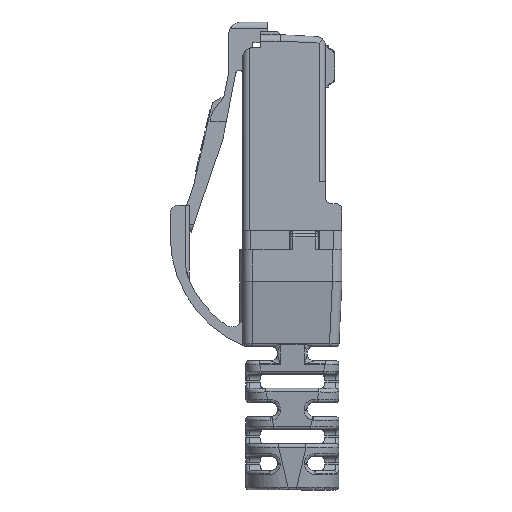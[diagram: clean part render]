
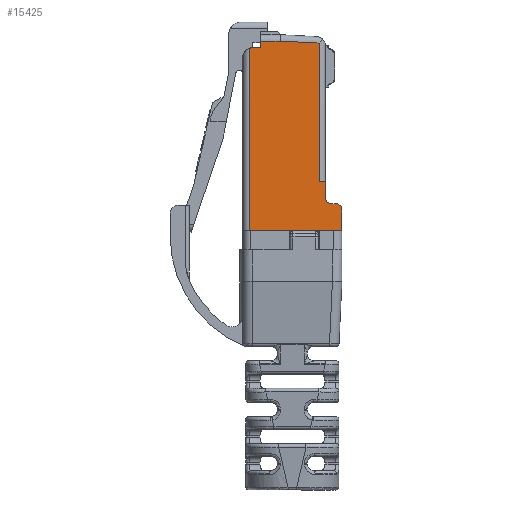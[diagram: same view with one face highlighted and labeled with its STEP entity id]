
A CAD part, left-side view. The second image highlights one B-rep face of the part: STEP entity #15425.
In plain terms, the highlighted planar face has unit normal (-1, 0, 0).
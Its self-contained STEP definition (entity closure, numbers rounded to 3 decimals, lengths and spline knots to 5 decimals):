
#458 = VERTEX_POINT ( 'NONE', #42827 ) ;
#477 = VERTEX_POINT ( 'NONE', #42864 ) ;
#1298 = EDGE_CURVE ( 'NONE', #50659, #35528, #42028, .T. ) ;
#1300 = EDGE_CURVE ( 'NONE', #35528, #19734, #42031, .T. ) ;
#1301 = EDGE_CURVE ( 'NONE', #19734, #35523, #42033, .T. ) ;
#1303 = EDGE_CURVE ( 'NONE', #35530, #20001, #42036, .T. ) ;
#1306 = EDGE_CURVE ( 'NONE', #20001, #19724, #42038, .T. ) ;
#1308 = EDGE_CURVE ( 'NONE', #19724, #50666, #42040, .T. ) ;
#1421 = EDGE_CURVE ( 'NONE', #35523, #19937, #42221, .T. ) ;
#1430 = EDGE_CURVE ( 'NONE', #458, #35530, #42241, .T. ) ;
#1431 = EDGE_CURVE ( 'NONE', #32747, #458, #42254, .T. ) ;
#1432 = EDGE_CURVE ( 'NONE', #477, #32747, #42264, .T. ) ;
#1433 = EDGE_CURVE ( 'NONE', #31850, #477, #42269, .T. ) ;
#1434 = EDGE_CURVE ( 'NONE', #20278, #31850, #42274, .T. ) ;
#1435 = EDGE_CURVE ( 'NONE', #20278, #19937, #42260, .T. ) ;
#9743 = CARTESIAN_POINT ( 'NONE',  ( -0.23, -0.26, -0.512 ) ) ;
#9751 = CARTESIAN_POINT ( 'NONE',  ( -0.23, -0.26, -0.462 ) ) ;
#12439 = CARTESIAN_POINT ( 'NONE',  ( -0.23, -0.312, -0.02 ) ) ;
#12442 = DIRECTION ( 'NONE',  ( 0., 0., -1. ) ) ;
#12452 = CARTESIAN_POINT ( 'NONE',  ( -0.23, -0.056, -0.02 ) ) ;
#12453 = CARTESIAN_POINT ( 'NONE',  ( -0.23, -0.11837, -0.02 ) ) ;
#12460 = DIRECTION ( 'NONE',  ( 0., 0., 1. ) ) ;
#12462 = DIRECTION ( 'NONE',  ( 0., -1., 0. ) ) ;
#12463 = CARTESIAN_POINT ( 'NONE',  ( -0.23, -0.02, -0.02 ) ) ;
#12464 = DIRECTION ( 'NONE',  ( 0., 0., 1. ) ) ;
#12465 = CARTESIAN_POINT ( 'NONE',  ( -0.23, -0.02843, -0.04144 ) ) ;
#12466 = DIRECTION ( 'NONE',  ( 0., -0.999, 0.052 ) ) ;
#12468 = CARTESIAN_POINT ( 'NONE',  ( -0.23, -0.312, -0.617 ) ) ;
#12469 = CARTESIAN_POINT ( 'NONE',  ( -0.23, -0.03, -0.0714 ) ) ;
#12470 = DIRECTION ( 'NONE',  ( 1., 0., 0. ) ) ;
#12471 = DIRECTION ( 'NONE',  ( 0., 1., 0. ) ) ;
#12473 = DIRECTION ( 'NONE',  ( 0., -1., 0. ) ) ;
#15425 = ADVANCED_FACE ( 'NONE', ( #51140 ), #52392, .F. ) ;
#16414 = CARTESIAN_POINT ( 'NONE',  ( -0.23, -0.24, -0.462 ) ) ;
#16422 = CARTESIAN_POINT ( 'NONE',  ( -0.23, -0.292, -0.532 ) ) ;
#16435 = CARTESIAN_POINT ( 'NONE',  ( -0.23, -0.312, -0.617 ) ) ;
#16438 = CARTESIAN_POINT ( 'NONE',  ( -0.23, -0.24, -0.02642 ) ) ;
#16447 = CARTESIAN_POINT ( 'NONE',  ( -0.23, -0.02, -0.617 ) ) ;
#16766 = CARTESIAN_POINT ( 'NONE',  ( -0.23, -0.056, -0.04 ) ) ;
#16767 = CARTESIAN_POINT ( 'NONE',  ( -0.23, -0.02, -0.04312 ) ) ;
#16779 = CARTESIAN_POINT ( 'NONE',  ( -0.23, -0.312, -0.552 ) ) ;
#16780 = CARTESIAN_POINT ( 'NONE',  ( -0.23, -0.28, -0.532 ) ) ;
#16781 = CARTESIAN_POINT ( 'NONE',  ( -0.23, -0.11748, -0.02 ) ) ;
#19724 = VERTEX_POINT ( 'NONE', #16414 ) ;
#19734 = VERTEX_POINT ( 'NONE', #16422 ) ;
#19937 = VERTEX_POINT ( 'NONE', #16435 ) ;
#20001 = VERTEX_POINT ( 'NONE', #16438 ) ;
#20278 = VERTEX_POINT ( 'NONE', #16447 ) ;
#24711 = LINE ( 'NONE', #29969, #24716 ) ;
#24716 = VECTOR ( 'NONE', #29971, 39.37008 ) ;
#29969 = CARTESIAN_POINT ( 'NONE',  ( -0.23, -0.26, -0.567 ) ) ;
#29971 = DIRECTION ( 'NONE',  ( 0., 0., 1. ) ) ;
#31507 = CARTESIAN_POINT ( 'NONE',  ( -0.23, -0.28, -0.512 ) ) ;
#31508 = DIRECTION ( 'NONE',  ( -1., 0., 0. ) ) ;
#31509 = DIRECTION ( 'NONE',  ( 0., 0., 1. ) ) ;
#31510 = CARTESIAN_POINT ( 'NONE',  ( -0.23, -0.312, -0.532 ) ) ;
#31511 = DIRECTION ( 'NONE',  ( 0., -1., 0. ) ) ;
#31514 = CARTESIAN_POINT ( 'NONE',  ( -0.23, -0.292, -0.552 ) ) ;
#31515 = DIRECTION ( 'NONE',  ( 1., 0., 0. ) ) ;
#31516 = DIRECTION ( 'NONE',  ( 0., 1., 0. ) ) ;
#31517 = CARTESIAN_POINT ( 'NONE',  ( -0.23, -0.11748, -0.02 ) ) ;
#31519 = DIRECTION ( 'NONE',  ( 0., -0.999, -0.052 ) ) ;
#31520 = DIRECTION ( 'NONE',  ( 0., -1., 0. ) ) ;
#31526 = CARTESIAN_POINT ( 'NONE',  ( -0.23, -0.24, -0.02 ) ) ;
#31527 = DIRECTION ( 'NONE',  ( 0., 0., -1. ) ) ;
#31529 = CARTESIAN_POINT ( 'NONE',  ( -0.23, -0.312, -0.462 ) ) ;
#31850 = VERTEX_POINT ( 'NONE', #16767 ) ;
#32747 = VERTEX_POINT ( 'NONE', #16766 ) ;
#35523 = VERTEX_POINT ( 'NONE', #16779 ) ;
#35528 = VERTEX_POINT ( 'NONE', #16780 ) ;
#35530 = VERTEX_POINT ( 'NONE', #16781 ) ;
#38506 = AXIS2_PLACEMENT_3D ( 'NONE', #31507, #31508, #31509 ) ;
#38507 = AXIS2_PLACEMENT_3D ( 'NONE', #31514, #31515, #31516 ) ;
#38528 = AXIS2_PLACEMENT_3D ( 'NONE', #12469, #12470, #12471 ) ;
#42028 = CIRCLE ( 'NONE', #38506, 0.02 ) ;
#42030 = VECTOR ( 'NONE', #31527, 39.37008 ) ;
#42031 = LINE ( 'NONE', #31510, #42034 ) ;
#42033 = CIRCLE ( 'NONE', #38507, 0.02 ) ;
#42034 = VECTOR ( 'NONE', #31511, 39.37008 ) ;
#42036 = LINE ( 'NONE', #31517, #42039 ) ;
#42038 = LINE ( 'NONE', #31526, #42030 ) ;
#42039 = VECTOR ( 'NONE', #31519, 39.37008 ) ;
#42040 = LINE ( 'NONE', #31529, #42044 ) ;
#42044 = VECTOR ( 'NONE', #31520, 39.37008 ) ;
#42221 = LINE ( 'NONE', #12439, #42223 ) ;
#42223 = VECTOR ( 'NONE', #12442, 39.37008 ) ;
#42241 = LINE ( 'NONE', #12453, #42262 ) ;
#42254 = LINE ( 'NONE', #12452, #42267 ) ;
#42260 = LINE ( 'NONE', #12468, #42284 ) ;
#42262 = VECTOR ( 'NONE', #12462, 39.37008 ) ;
#42264 = LINE ( 'NONE', #12465, #42272 ) ;
#42267 = VECTOR ( 'NONE', #12464, 39.37008 ) ;
#42269 = CIRCLE ( 'NONE', #38528, 0.03 ) ;
#42272 = VECTOR ( 'NONE', #12466, 39.37008 ) ;
#42274 = LINE ( 'NONE', #12463, #42279 ) ;
#42279 = VECTOR ( 'NONE', #12460, 39.37008 ) ;
#42284 = VECTOR ( 'NONE', #12473, 39.37008 ) ;
#42827 = CARTESIAN_POINT ( 'NONE',  ( -0.23, -0.056, -0.02 ) ) ;
#42864 = CARTESIAN_POINT ( 'NONE',  ( -0.23, -0.02843, -0.04144 ) ) ;
#45070 = AXIS2_PLACEMENT_3D ( 'NONE', #52377, #52395, #52397 ) ;
#50659 = VERTEX_POINT ( 'NONE', #9743 ) ;
#50666 = VERTEX_POINT ( 'NONE', #9751 ) ;
#51140 = FACE_OUTER_BOUND ( 'NONE', #68105, .T. ) ;
#52377 = CARTESIAN_POINT ( 'NONE',  ( -0.23, -0.312, -0.02 ) ) ;
#52392 = PLANE ( 'NONE',  #45070 ) ;
#52395 = DIRECTION ( 'NONE',  ( 1., 0., 0. ) ) ;
#52397 = DIRECTION ( 'NONE',  ( 0., 0., -1. ) ) ;
#60987 = ORIENTED_EDGE ( 'NONE', *, *, #1306, .F. ) ;
#60988 = ORIENTED_EDGE ( 'NONE', *, *, #1303, .F. ) ;
#60990 = ORIENTED_EDGE ( 'NONE', *, *, #1430, .F. ) ;
#60992 = ORIENTED_EDGE ( 'NONE', *, *, #1431, .F. ) ;
#60994 = ORIENTED_EDGE ( 'NONE', *, *, #1432, .F. ) ;
#60996 = ORIENTED_EDGE ( 'NONE', *, *, #1433, .F. ) ;
#60998 = ORIENTED_EDGE ( 'NONE', *, *, #1434, .F. ) ;
#61000 = ORIENTED_EDGE ( 'NONE', *, *, #1435, .T. ) ;
#61002 = ORIENTED_EDGE ( 'NONE', *, *, #1421, .F. ) ;
#61003 = ORIENTED_EDGE ( 'NONE', *, *, #1301, .F. ) ;
#61005 = ORIENTED_EDGE ( 'NONE', *, *, #1300, .F. ) ;
#61007 = ORIENTED_EDGE ( 'NONE', *, *, #1298, .F. ) ;
#61009 = ORIENTED_EDGE ( 'NONE', *, *, #76298, .T. ) ;
#61011 = ORIENTED_EDGE ( 'NONE', *, *, #1308, .F. ) ;
#68105 = EDGE_LOOP ( 'NONE', ( #60987, #60988, #60990, #60992, #60994, #60996, #60998, #61000, #61002, #61003, #61005, #61007, #61009, #61011 ) ) ;
#76298 = EDGE_CURVE ( 'NONE', #50659, #50666, #24711, .T. ) ;
